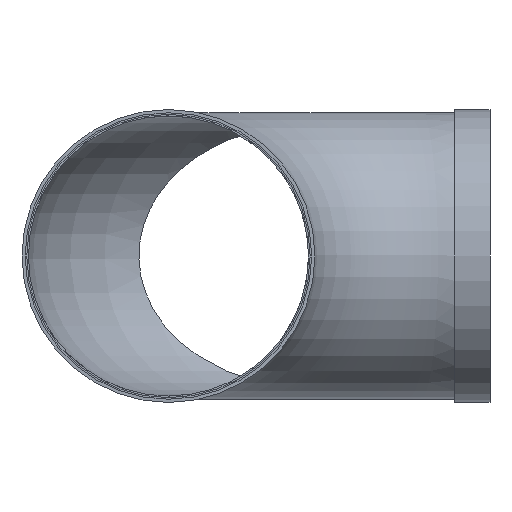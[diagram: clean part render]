
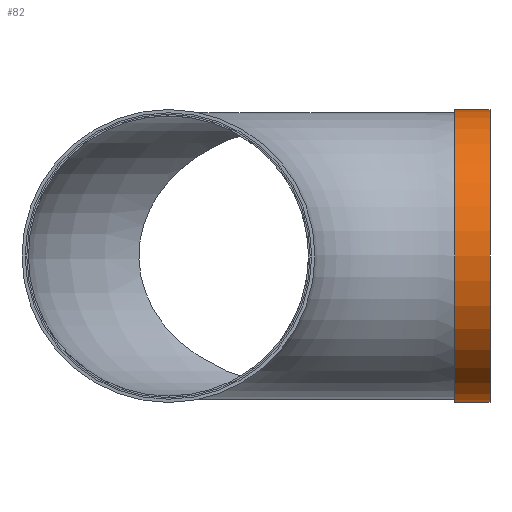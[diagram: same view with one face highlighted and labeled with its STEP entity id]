
A CAD part, left-side view. The second image highlights one B-rep face of the part: STEP entity #82.
In plain terms, the highlighted cylindrical face has radius 230 mm (diameter 460 mm), a full revolution.
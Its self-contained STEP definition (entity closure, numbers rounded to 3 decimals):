
#82 = ADVANCED_FACE( '', ( #171, #172 ), #173, .T. );
#171 = FACE_OUTER_BOUND( '', #277, .T. );
#172 = FACE_OUTER_BOUND( '', #278, .T. );
#173 = CYLINDRICAL_SURFACE( '', #279, 230. );
#277 = EDGE_LOOP( '', ( #384 ) );
#278 = EDGE_LOOP( '', ( #385 ) );
#279 = AXIS2_PLACEMENT_3D( '', #386, #387, #388 );
#384 = ORIENTED_EDGE( '', *, *, #512, .T. );
#385 = ORIENTED_EDGE( '', *, *, #513, .F. );
#386 = CARTESIAN_POINT( '', ( 0., 0., 0. ) );
#387 = DIRECTION( '', ( 0., 1., 0. ) );
#388 = DIRECTION( '', ( 0., 0., -1. ) );
#512 = EDGE_CURVE( '', #573, #573, #574, .T. );
#513 = EDGE_CURVE( '', #575, #575, #576, .T. );
#573 = VERTEX_POINT( '', #648 );
#574 = CIRCLE( '', #649, 230. );
#575 = VERTEX_POINT( '', #650 );
#576 = CIRCLE( '', #651, 230. );
#648 = CARTESIAN_POINT( '', ( 0., 55., -230. ) );
#649 = AXIS2_PLACEMENT_3D( '', #1760, #1761, #1762 );
#650 = CARTESIAN_POINT( '', ( 0., 0., -230. ) );
#651 = AXIS2_PLACEMENT_3D( '', #1763, #1764, #1765 );
#1760 = CARTESIAN_POINT( '', ( 0., 55., 0. ) );
#1761 = DIRECTION( '', ( 0., -1., 0. ) );
#1762 = DIRECTION( '', ( 0., 0., -1. ) );
#1763 = CARTESIAN_POINT( '', ( 0., 0., 0. ) );
#1764 = DIRECTION( '', ( 0., -1., 0. ) );
#1765 = DIRECTION( '', ( 0., 0., -1. ) );
